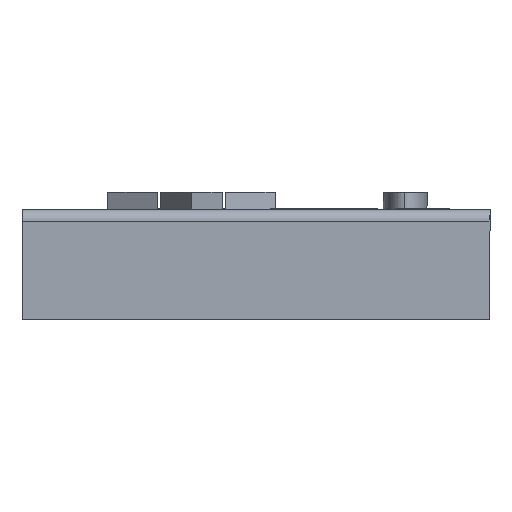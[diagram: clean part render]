
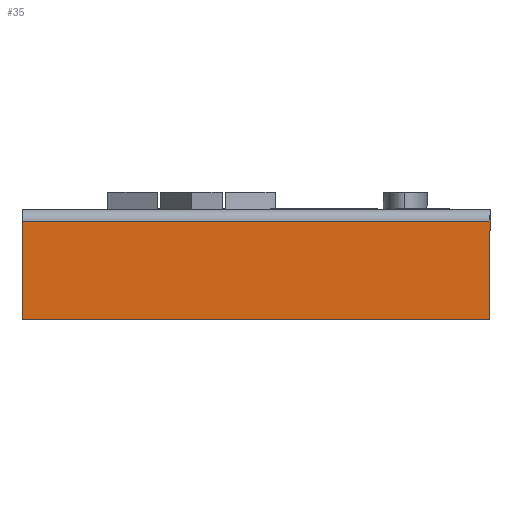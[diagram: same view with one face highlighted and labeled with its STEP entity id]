
A CAD part, left-side view. The second image highlights one B-rep face of the part: STEP entity #35.
In plain terms, the highlighted planar face has unit normal (-1, 0, -0.018).
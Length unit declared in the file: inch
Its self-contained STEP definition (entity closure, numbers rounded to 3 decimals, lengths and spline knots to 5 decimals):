
#4 = ORIENTED_EDGE ( 'NONE', *, *, #20443, .F. ) ;
#10 = VERTEX_POINT ( 'NONE', #7691 ) ;
#35 = ADVANCED_FACE ( 'NONE', ( #7839 ), #7835, .T. ) ;
#36 = VERTEX_POINT ( 'NONE', #7829 ) ;
#38 = EDGE_LOOP ( 'NONE', ( #63, #64, #43, #4 ) ) ;
#40 = EDGE_CURVE ( 'NONE', #10, #20475, #7822, .T. ) ;
#41 = EDGE_CURVE ( 'NONE', #36, #20490, #7817, .T. ) ;
#42 = EDGE_CURVE ( 'NONE', #10, #36, #7808, .T. ) ;
#43 = ORIENTED_EDGE ( 'NONE', *, *, #41, .T. ) ;
#63 = ORIENTED_EDGE ( 'NONE', *, *, #40, .F. ) ;
#64 = ORIENTED_EDGE ( 'NONE', *, *, #42, .T. ) ;
#4690 = DIRECTION ( 'NONE',  ( 0., 1., 0. ) ) ;
#4691 = VECTOR ( 'NONE', #4690, 39.37008 ) ;
#4692 = CARTESIAN_POINT ( 'NONE',  ( -2.29527, 1.67854, 0.5003 ) ) ;
#4693 = LINE ( 'NONE', #4692, #4691 ) ;
#4737 = CARTESIAN_POINT ( 'NONE',  ( -2.29527, 1.67854, 0.5003 ) ) ;
#4784 = CARTESIAN_POINT ( 'NONE',  ( -2.29527, 3.05454, 0.5003 ) ) ;
#7691 = CARTESIAN_POINT ( 'NONE',  ( -2.30032, 1.67854, 0.78969 ) ) ;
#7802 = DIRECTION ( 'NONE',  ( 0., 1., 0. ) ) ;
#7803 = VECTOR ( 'NONE', #7802, 39.37008 ) ;
#7805 = CARTESIAN_POINT ( 'NONE',  ( -2.30032, 1.67854, 0.78969 ) ) ;
#7808 = LINE ( 'NONE', #7805, #7803 ) ;
#7811 = DIRECTION ( 'NONE',  ( 0.017, 0., -1. ) ) ;
#7813 = VECTOR ( 'NONE', #7811, 39.37008 ) ;
#7815 = CARTESIAN_POINT ( 'NONE',  ( -2.29527, 3.05454, 0.5003 ) ) ;
#7817 = LINE ( 'NONE', #7815, #7813 ) ;
#7819 = DIRECTION ( 'NONE',  ( 0.017, 0., -1. ) ) ;
#7820 = VECTOR ( 'NONE', #7819, 39.37008 ) ;
#7821 = CARTESIAN_POINT ( 'NONE',  ( -2.29527, 1.67854, 0.5003 ) ) ;
#7822 = LINE ( 'NONE', #7821, #7820 ) ;
#7829 = CARTESIAN_POINT ( 'NONE',  ( -2.30032, 3.05454, 0.78969 ) ) ;
#7831 = DIRECTION ( 'NONE',  ( 0.017, 0., -1. ) ) ;
#7832 = DIRECTION ( 'NONE',  ( -1., 0., -0.017 ) ) ;
#7833 = CARTESIAN_POINT ( 'NONE',  ( -2.29527, 1.67854, 0.5003 ) ) ;
#7834 = AXIS2_PLACEMENT_3D ( 'NONE', #7833, #7832, #7831 ) ;
#7835 = PLANE ( 'NONE',  #7834 ) ;
#7839 = FACE_OUTER_BOUND ( 'NONE', #38, .T. ) ;
#20443 = EDGE_CURVE ( 'NONE', #20475, #20490, #4693, .T. ) ;
#20475 = VERTEX_POINT ( 'NONE', #4737 ) ;
#20490 = VERTEX_POINT ( 'NONE', #4784 ) ;
